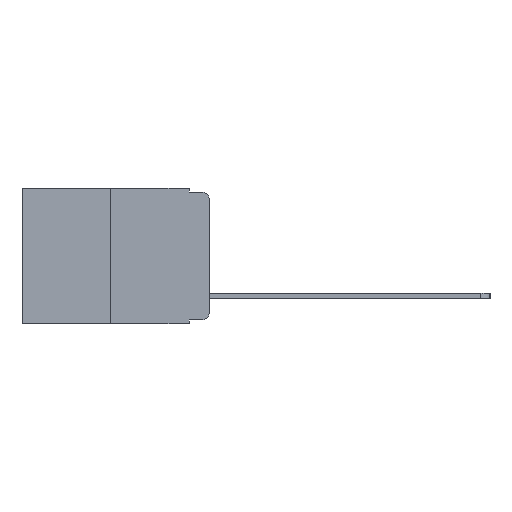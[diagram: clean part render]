
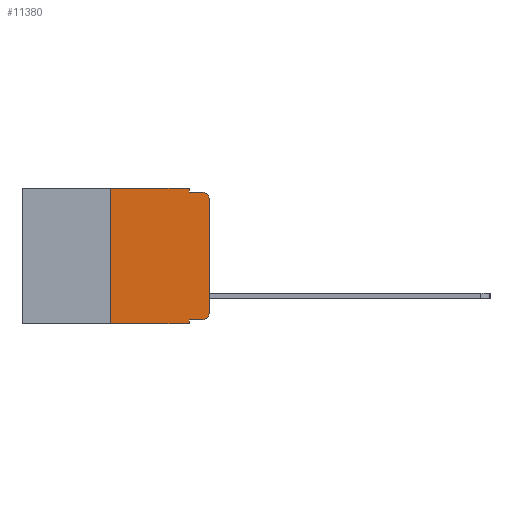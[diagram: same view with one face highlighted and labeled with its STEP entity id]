
A CAD part, left-side view. The second image highlights one B-rep face of the part: STEP entity #11380.
In plain terms, the highlighted planar face has unit normal (-1, 0, 0).
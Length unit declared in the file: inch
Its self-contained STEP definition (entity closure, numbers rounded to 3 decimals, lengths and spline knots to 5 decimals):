
#20 = AXIS2_PLACEMENT_3D ( 'NONE', #7392, #13387, #2551 ) ;
#338 = VERTEX_POINT ( 'NONE', #12717 ) ;
#888 = CARTESIAN_POINT ( 'NONE',  ( 0., 0.473, 0. ) ) ;
#952 = VECTOR ( 'NONE', #14186, 39.37008 ) ;
#984 = LINE ( 'NONE', #12581, #7558 ) ;
#1011 = ORIENTED_EDGE ( 'NONE', *, *, #10104, .F. ) ;
#1262 = PLANE ( 'NONE',  #20 ) ;
#1274 = CARTESIAN_POINT ( 'NONE',  ( 0., 0.02, -0.03 ) ) ;
#1447 = ORIENTED_EDGE ( 'NONE', *, *, #13287, .T. ) ;
#1599 = ORIENTED_EDGE ( 'NONE', *, *, #9280, .F. ) ;
#1676 = DIRECTION ( 'NONE',  ( 0., 0., -1. ) ) ;
#1725 = AXIS2_PLACEMENT_3D ( 'NONE', #13369, #6148, #14535 ) ;
#2024 = ORIENTED_EDGE ( 'NONE', *, *, #15316, .T. ) ;
#2071 = LINE ( 'NONE', #10207, #7803 ) ;
#2173 = VERTEX_POINT ( 'NONE', #4798 ) ;
#2209 = AXIS2_PLACEMENT_3D ( 'NONE', #1274, #9848, #2568 ) ;
#2373 = VERTEX_POINT ( 'NONE', #7647 ) ;
#2551 = DIRECTION ( 'NONE',  ( 0., 0., -1. ) ) ;
#2564 = CARTESIAN_POINT ( 'NONE',  ( 0., 0.25, -0.343 ) ) ;
#2568 = DIRECTION ( 'NONE',  ( 0., 0., -1. ) ) ;
#3638 = ORIENTED_EDGE ( 'NONE', *, *, #13986, .F. ) ;
#3950 = CARTESIAN_POINT ( 'NONE',  ( 0., 0.25, 0. ) ) ;
#4209 = VERTEX_POINT ( 'NONE', #3950 ) ;
#4327 = CARTESIAN_POINT ( 'NONE',  ( 0., 0., 0. ) ) ;
#4328 = FACE_OUTER_BOUND ( 'NONE', #9903, .T. ) ;
#4419 = CARTESIAN_POINT ( 'NONE',  ( 0., 0., -0.03 ) ) ;
#4623 = VECTOR ( 'NONE', #7333, 39.37008 ) ;
#4798 = CARTESIAN_POINT ( 'NONE',  ( 0., 0.051, 0. ) ) ;
#5576 = CIRCLE ( 'NONE', #1725, 0.02 ) ;
#5711 = CARTESIAN_POINT ( 'NONE',  ( 0., 0.02, -0.01 ) ) ;
#5794 = CARTESIAN_POINT ( 'NONE',  ( 0., 0.051, -0.01 ) ) ;
#5960 = VECTOR ( 'NONE', #6760, 39.37008 ) ;
#6148 = DIRECTION ( 'NONE',  ( -1., 0., 0. ) ) ;
#6553 = VERTEX_POINT ( 'NONE', #4419 ) ;
#6760 = DIRECTION ( 'NONE',  ( 0., -1., 0. ) ) ;
#6827 = CARTESIAN_POINT ( 'NONE',  ( 0., 0.02, -0.333 ) ) ;
#6830 = EDGE_CURVE ( 'NONE', #7209, #338, #5576, .T. ) ;
#6982 = CARTESIAN_POINT ( 'NONE',  ( 0., 0.25, 0. ) ) ;
#7209 = VERTEX_POINT ( 'NONE', #6827 ) ;
#7277 = CARTESIAN_POINT ( 'NONE',  ( 0., 0.473, -0.343 ) ) ;
#7333 = DIRECTION ( 'NONE',  ( 0., -1., 0. ) ) ;
#7392 = CARTESIAN_POINT ( 'NONE',  ( 0., 0.473, 0. ) ) ;
#7558 = VECTOR ( 'NONE', #1676, 39.37008 ) ;
#7647 = CARTESIAN_POINT ( 'NONE',  ( 0., 0.051, -0.343 ) ) ;
#7653 = EDGE_CURVE ( 'NONE', #11221, #7209, #9186, .T. ) ;
#7682 = VECTOR ( 'NONE', #9197, 39.37008 ) ;
#7777 = VERTEX_POINT ( 'NONE', #5711 ) ;
#7803 = VECTOR ( 'NONE', #11411, 39.37008 ) ;
#7878 = VECTOR ( 'NONE', #9552, 39.37008 ) ;
#8167 = ORIENTED_EDGE ( 'NONE', *, *, #7653, .T. ) ;
#8218 = DIRECTION ( 'NONE',  ( 0., 0., 1. ) ) ;
#8543 = ORIENTED_EDGE ( 'NONE', *, *, #12514, .T. ) ;
#9186 = LINE ( 'NONE', #15105, #5960 ) ;
#9197 = DIRECTION ( 'NONE',  ( 0., 0., 1. ) ) ;
#9280 = EDGE_CURVE ( 'NONE', #11221, #2373, #2071, .T. ) ;
#9288 = VECTOR ( 'NONE', #8218, 39.37008 ) ;
#9552 = DIRECTION ( 'NONE',  ( 0., -1., 0. ) ) ;
#9848 = DIRECTION ( 'NONE',  ( -1., 0., 0. ) ) ;
#9891 = ORIENTED_EDGE ( 'NONE', *, *, #6830, .T. ) ;
#9903 = EDGE_LOOP ( 'NONE', ( #1447, #8543, #15215, #11773, #3638, #1011, #2024, #1599, #8167, #9891 ) ) ;
#10104 = EDGE_CURVE ( 'NONE', #10227, #4209, #15564, .T. ) ;
#10207 = CARTESIAN_POINT ( 'NONE',  ( 0., 0.051, 0. ) ) ;
#10227 = VERTEX_POINT ( 'NONE', #2564 ) ;
#10361 = CIRCLE ( 'NONE', #2209, 0.02 ) ;
#10903 = EDGE_CURVE ( 'NONE', #2173, #14697, #984, .T. ) ;
#10911 = LINE ( 'NONE', #4327, #7682 ) ;
#11101 = LINE ( 'NONE', #888, #7878 ) ;
#11221 = VERTEX_POINT ( 'NONE', #11968 ) ;
#11380 = ADVANCED_FACE ( 'NONE', ( #4328 ), #1262, .F. ) ;
#11411 = DIRECTION ( 'NONE',  ( 0., 0., -1. ) ) ;
#11519 = LINE ( 'NONE', #5794, #952 ) ;
#11732 = EDGE_CURVE ( 'NONE', #14697, #7777, #11519, .T. ) ;
#11773 = ORIENTED_EDGE ( 'NONE', *, *, #10903, .F. ) ;
#11968 = CARTESIAN_POINT ( 'NONE',  ( 0., 0.051, -0.333 ) ) ;
#12514 = EDGE_CURVE ( 'NONE', #6553, #7777, #10361, .T. ) ;
#12581 = CARTESIAN_POINT ( 'NONE',  ( 0., 0.051, 0. ) ) ;
#12717 = CARTESIAN_POINT ( 'NONE',  ( 0., 0., -0.313 ) ) ;
#13287 = EDGE_CURVE ( 'NONE', #338, #6553, #10911, .T. ) ;
#13369 = CARTESIAN_POINT ( 'NONE',  ( 0., 0.02, -0.313 ) ) ;
#13387 = DIRECTION ( 'NONE',  ( 1., 0., 0. ) ) ;
#13986 = EDGE_CURVE ( 'NONE', #4209, #2173, #11101, .T. ) ;
#14186 = DIRECTION ( 'NONE',  ( 0., -1., 0. ) ) ;
#14202 = LINE ( 'NONE', #7277, #4623 ) ;
#14505 = CARTESIAN_POINT ( 'NONE',  ( 0., 0.051, -0.01 ) ) ;
#14535 = DIRECTION ( 'NONE',  ( 0., 0., -1. ) ) ;
#14697 = VERTEX_POINT ( 'NONE', #14505 ) ;
#15105 = CARTESIAN_POINT ( 'NONE',  ( 0., 0.051, -0.333 ) ) ;
#15215 = ORIENTED_EDGE ( 'NONE', *, *, #11732, .F. ) ;
#15316 = EDGE_CURVE ( 'NONE', #10227, #2373, #14202, .T. ) ;
#15564 = LINE ( 'NONE', #6982, #9288 ) ;
